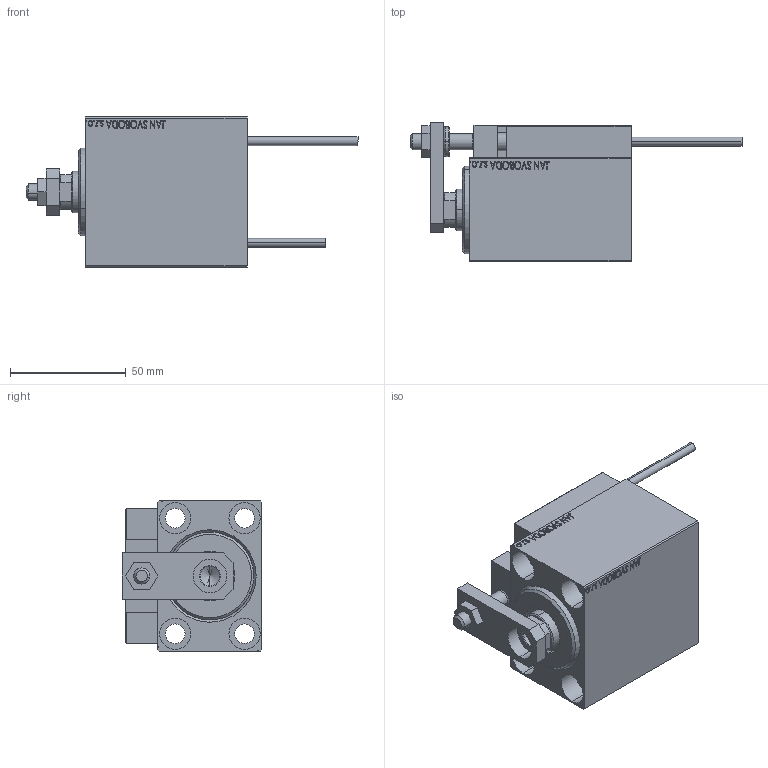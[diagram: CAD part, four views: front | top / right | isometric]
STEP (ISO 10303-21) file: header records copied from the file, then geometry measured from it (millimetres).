
FILE_DESCRIPTION (( 'STEP AP203' ), '1' );
FILE_NAME ('c797.STEP', '2024-02-11T09:00:00', ( '' ), ( '' ), 'SwSTEP 2.0', 'SolidWorks 2019', '' );
FILE_SCHEMA (( 'CONFIG_CONTROL_DESIGN' ));
Length unit declared in the file: millimetre
Products named in the file (15): MAGNET 1e9ca8d8e56f66e56590ae15a5aa0bb3; ZARAZKA 1e9ca8d8e56f66e56590ae15a5aa0bb3; ALLEN BOLT D5 1e9ca8d8e56f66e56590ae15a5aa0bb3; V450CM_C_VCP 1e9ca8d8e56f66e56590ae15a5aa0bb3; NUT_D12 1e9ca8d8e56f66e56590ae15a5aa0bb3; TYC_L79 1e9ca8d8e56f66e56590ae15a5aa0bb3; Block 1e9ca8d8e56f66e56590ae15a5aa0bb3; KONCOVKA 1e9ca8d8e56f66e56590ae15a5aa0bb3; SWITCH DIM B,W 1e9ca8d8e56f66e56590ae15a5aa0bb3; c797; ALLEN BOLT D8 1e9ca8d8e56f66e56590ae15a5aa0bb3; SWITCH_X_FRONT_BACK 1e9ca8d8e56f66e56590ae15a5aa0bb3; V450CM_VC_B 1e9ca8d8e56f66e56590ae15a5aa0bb3; V450CM_C_Body 1e9ca8d8e56f66e56590ae15a5aa0bb3; SWITCH X 1e9ca8d8e56f66e56590ae15a5aa0bb3
Assembly tree (24 placements, depth 3):
  c797
    V450CM_C_Body 1e9ca8d8e56f66e56590ae15a5aa0bb3
    SWITCH X 1e9ca8d8e56f66e56590ae15a5aa0bb3
      SWITCH_X_FRONT_BACK 1e9ca8d8e56f66e56590ae15a5aa0bb3  x2
      TYC_L79 1e9ca8d8e56f66e56590ae15a5aa0bb3
      Block 1e9ca8d8e56f66e56590ae15a5aa0bb3  x2
      ALLEN BOLT D5 1e9ca8d8e56f66e56590ae15a5aa0bb3  x4
      ALLEN BOLT D8 1e9ca8d8e56f66e56590ae15a5aa0bb3  x4
      MAGNET 1e9ca8d8e56f66e56590ae15a5aa0bb3  x2
      KONCOVKA 1e9ca8d8e56f66e56590ae15a5aa0bb3  x2
    NUT_D12 1e9ca8d8e56f66e56590ae15a5aa0bb3
    SWITCH DIM B,W 1e9ca8d8e56f66e56590ae15a5aa0bb3
    ZARAZKA 1e9ca8d8e56f66e56590ae15a5aa0bb3
    V450CM_C_VCP 1e9ca8d8e56f66e56590ae15a5aa0bb3
    V450CM_VC_B 1e9ca8d8e56f66e56590ae15a5aa0bb3
Bounding box: 143.7 x 60.5 x 65 mm (x, y, z)
Volume: 223993.1 mm3; surface area: 69959.7 mm2
Topology: 23 solids, 23 shells, 1278 faces, 3064 edges, 1959 vertices
Faces by surface type: plane 560, bspline 380, cylinder 184, cone 106, torus 44, sphere 4
Entity records: 50115 total; most frequent: CARTESIAN_POINT 25898, ORIENTED_EDGE 5148, DIRECTION 3454, EDGE_CURVE 2574, VERTEX_POINT 1683, VECTOR 1480, LINE 1480, EDGE_LOOP 1187
